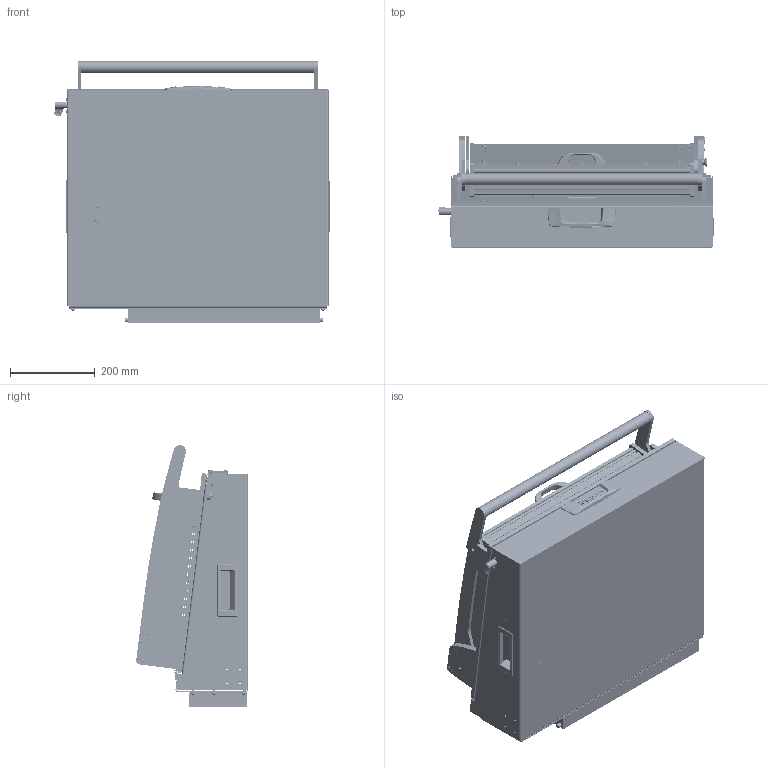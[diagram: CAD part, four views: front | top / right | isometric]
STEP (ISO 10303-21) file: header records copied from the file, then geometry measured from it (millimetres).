
FILE_DESCRIPTION (( 'STEP AP214' ), '1' );
FILE_NAME ('INGUN_53390.STEP', '2023-12-06T09:26:14', ( '' ), ( '' ), 'SwSTEP 2.0', 'SolidWorks 2021', '' );
FILE_SCHEMA (( 'AUTOMOTIVE_DESIGN' ));
Length unit declared in the file: millimetre
Products named in the file (120): 114025~1; 53031~0_S; 53032~0_S; 112086~2_S; 3381~0; 35334~0_S; 45875~3_S; 30112~0; 30758_01~0_S; 110322~4_S; 57801~2_S; 39893~3_KUNDE<S>; DIN985-A2~n_M05,0; 40512~8_KUNDE<S>; 41369~1_S; 109953~0_KUNDE<S>; 39894~2_KUNDE<S>; DIN125~n_06,4 M06,0 Fase; 21332~0_MA 2112<Standard>; 46010~4_S; Gewindebuchse~n_M05-03,9 offen; 109128~0_S; 113437~0_S; DIN6325~n_03,0m6x016; DIN7991~n_M05,0x012; ISO7380~n_M04,0x008; DIN934~n_M05,0; 110705~2_S; 2196~6; 48371~7_KUNDE<S>; 112908~1_S; 47523~0_S; 2281~0_180ø<Standard>; DIN7991~n_M05,0x020; 48509~2_S; SKB-II~skii_M4,0x73 St; 32339~4_S; 8804~0; K_02038~0; ISO7380~n_M04,0x016 ...
Assembly tree (282 placements, depth 6):
  INGUN_53390
    114904~0_ohne GF<S>
      32333~12
      21332~0_MA 2112<Standard>
        21332_02~0
        21332_01~0
      20902~0
      30758~0_S  x2
        30758_01~0_S
        30758_02~0_S
        38564~0
      53032~0_S
      32171~0_S
      32462~0_S
      29805~4_geschlossen<S>
        110322~4_S
        110705~2_S
        30984~0_S
        110231~1_S
        110443~0_S
        30112~0
        ISO7380~n_M05,0x030
        ISO7380~n_M04,0x008  x2
        DIN914~n_M04,0x05
      35334~0_S
      DIN7991~n_M05,0x012  x2
      DIN7991~n_M05,0x016
      DIN985-A2~n_M05,0  x3
      8804~0
      DIN125~n_05,3 M05,0 Fase  x2
    48370~7_KUNDE<S>
      48371~7_KUNDE<S>
        31444~14_KUNDE<S>
        31446~15_KUNDE<S>
        34328~1_S  x2
        37792~1_S
        31442~5_mit Zentrierstifen <S>
        3381~0  x3
        ISO7380~n_M04,0x020  x2
        ISO7380~n_M04,0x016
        3521~0_Spring Pin ISO 8752 - 3 x 16 - St  x4
        57801~2_S  x2
        49317~0  x2
        DIN125~n_06,4 M06,0 Fase  x2
      48374~6_S
        38001~13
        48376~0_S
        37972~6_S
        37971~8_S
        48509~2_S
        2281~0_180ø<Standard>  x3
          2281~0
        32341~6_S
        53031~0_S
        114566~0_S  x2
          112087~1_S
            111995~2_S
            112086~2_S
            DIN125~n_05,3 M05,0 Fase
          49317~0
Bounding box: 647.5 x 262.15 x 615.9 mm (x, y, z)
Volume: 12070679.6 mm3; surface area: 4810670 mm2
Topology: 290 solids, 290 shells, 8439 faces, 20880 edges, 13393 vertices
Faces by surface type: cylinder 3544, plane 3325, cone 997, bspline 293, torus 174, sphere 106
Entity records: 156934 total; most frequent: CARTESIAN_POINT 41962, DIRECTION 23181, ORIENTED_EDGE 21450, EDGE_CURVE 10725, AXIS2_PLACEMENT_3D 8799, VERTEX_POINT 6945, LINE 5583, VECTOR 5583
